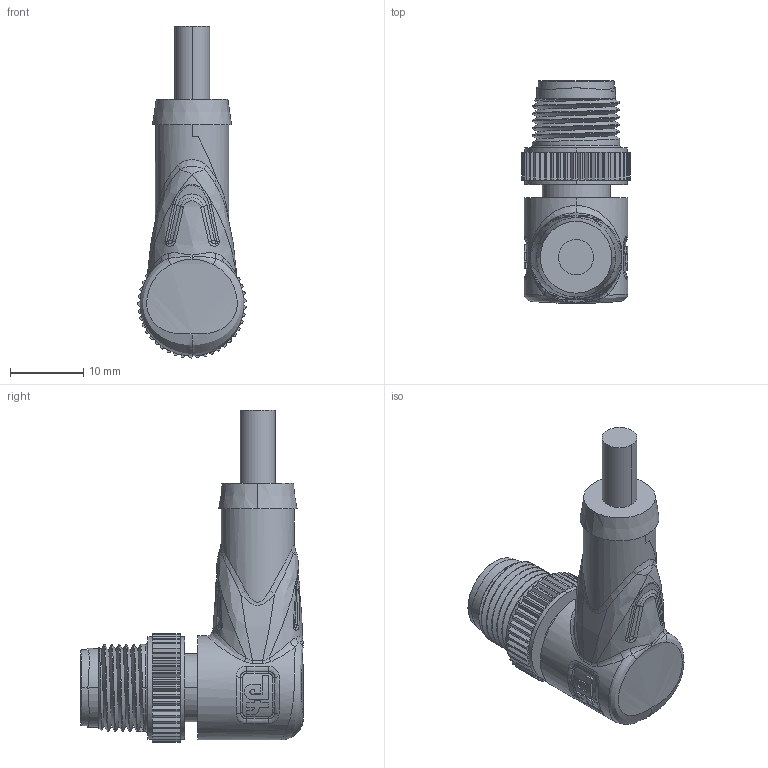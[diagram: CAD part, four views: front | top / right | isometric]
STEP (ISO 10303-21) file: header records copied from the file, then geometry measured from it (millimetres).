
FILE_DESCRIPTION((''),'2;1');
FILE_NAME('DM_CAD-0857','2014-01-13T',('creinig-se'),(''),'PRO/ENGINEER BY PARAMETRIC TECHNOLOGY CORPORATION, 2013050','PRO/ENGINEER BY PARAMETRIC TECHNOLOGY CORPORATION, 2013050','');
FILE_SCHEMA(('CONFIG_CONTROL_DESIGN'));
Length unit declared in the file: millimetre
Products named in the file (1): DM_CAD-0857
Bounding box: 14.79 x 30.45 x 45.4 mm (x, y, z)
Volume: 5697.9 mm3; surface area: 4024.9 mm2
Topology: 1 solids, 1 shells, 514 faces, 1220 edges, 730 vertices
Faces by surface type: plane 246, bspline 121, cylinder 120, cone 15, sphere 10, torus 2
Entity records: 28121 total; most frequent: CARTESIAN_POINT 12356, ORIENTED_EDGE 2440, DIRECTION 2185, EDGE_CURVE 1220, AXIS2_PLACEMENT_3D 828, VERTEX_POINT 730, FILL_AREA_STYLE_COLOUR 701, FILL_AREA_STYLE 701
